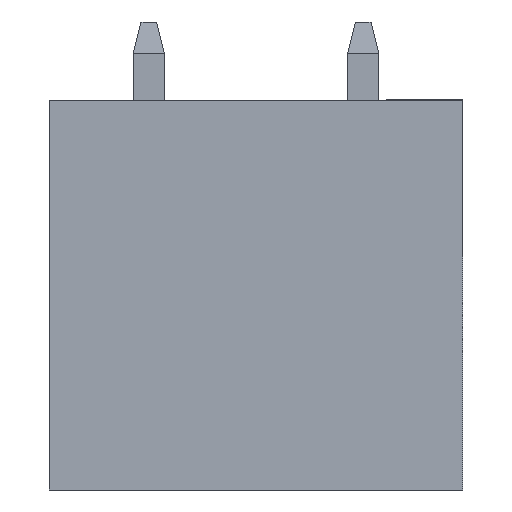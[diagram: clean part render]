
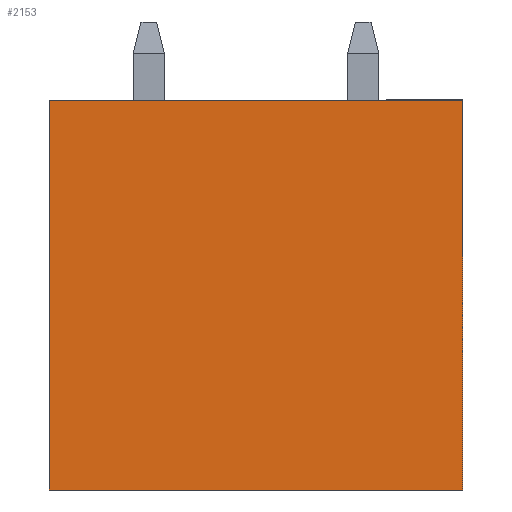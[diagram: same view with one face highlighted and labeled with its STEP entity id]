
A CAD part, left-side view. The second image highlights one B-rep face of the part: STEP entity #2153.
In plain terms, the highlighted planar face has unit normal (-1, 0, 0).
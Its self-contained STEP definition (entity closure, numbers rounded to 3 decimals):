
#924=CARTESIAN_POINT('',(-10.9,5.3,-10.));
#925=VERTEX_POINT('',#924);
#926=CARTESIAN_POINT('',(-10.9,-5.3,-10.));
#927=VERTEX_POINT('',#926);
#928=CARTESIAN_POINT('',(-10.9,5.3,-10.));
#929=DIRECTION('',(0.,-1.,0.));
#930=VECTOR('',#929,10.6);
#931=LINE('',#928,#930);
#932=EDGE_CURVE('',#925,#927,#931,.T.);
#2123=CARTESIAN_POINT('',(-10.9,4.95,-3.75));
#2124=DIRECTION('',(0.,0.,-1.));
#2125=DIRECTION('',(1.,0.,0.));
#2126=AXIS2_PLACEMENT_3D('',#2123,#2125,#2124);
#2127=PLANE('',#2126);
#2128=CARTESIAN_POINT('',(-10.9,5.3,0.));
#2129=VERTEX_POINT('',#2128);
#2130=CARTESIAN_POINT('',(-10.9,-5.3,0.));
#2131=VERTEX_POINT('',#2130);
#2132=CARTESIAN_POINT('',(-10.9,5.3,0.));
#2133=DIRECTION('',(0.,-1.,0.));
#2134=VECTOR('',#2133,10.6);
#2135=LINE('',#2132,#2134);
#2136=EDGE_CURVE('',#2129,#2131,#2135,.T.);
#2137=ORIENTED_EDGE('',*,*,#2136,.T.);
#2138=CARTESIAN_POINT('',(-10.9,-5.3,-10.));
#2139=DIRECTION('',(0.,0.,1.));
#2140=VECTOR('',#2139,10.);
#2141=LINE('',#2138,#2140);
#2142=EDGE_CURVE('',#927,#2131,#2141,.T.);
#2143=ORIENTED_EDGE('',*,*,#2142,.F.);
#2144=ORIENTED_EDGE('',*,*,#932,.F.);
#2145=CARTESIAN_POINT('',(-10.9,5.3,0.));
#2146=DIRECTION('',(0.,0.,-1.));
#2147=VECTOR('',#2146,10.);
#2148=LINE('',#2145,#2147);
#2149=EDGE_CURVE('',#2129,#925,#2148,.T.);
#2150=ORIENTED_EDGE('',*,*,#2149,.F.);
#2151=EDGE_LOOP('',(#2137,#2143,#2144,#2150));
#2152=FACE_OUTER_BOUND('',#2151,.F.);
#2153=ADVANCED_FACE('',(#2152),#2127,.F.);
